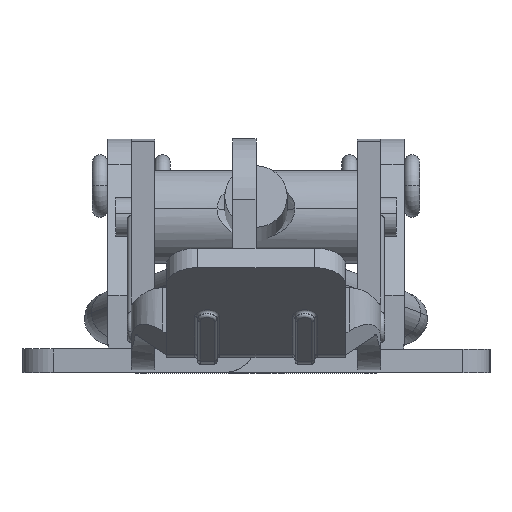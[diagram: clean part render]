
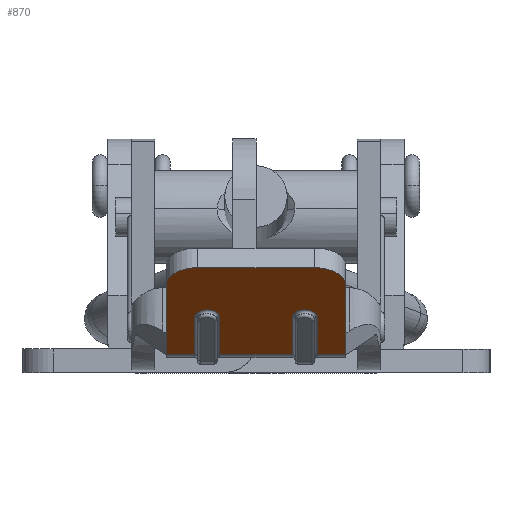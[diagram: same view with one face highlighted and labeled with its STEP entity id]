
A CAD part, top view. The second image highlights one B-rep face of the part: STEP entity #870.
In plain terms, the highlighted face is planar.
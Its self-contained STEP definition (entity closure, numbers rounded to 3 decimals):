
#857 = VERTEX_POINT ( 'NONE', #5083 ) ;
#863 = VERTEX_POINT ( 'NONE', #4824 ) ;
#864 = ORIENTED_EDGE ( 'NONE', *, *, #951, .T. ) ;
#865 = ORIENTED_EDGE ( 'NONE', *, *, #952, .T. ) ;
#867 = ORIENTED_EDGE ( 'NONE', *, *, #944, .T. ) ;
#868 = VERTEX_POINT ( 'NONE', #5075 ) ;
#870 = ADVANCED_FACE ( 'NONE', ( #5078 ), #4819, .T. ) ;
#871 = ORIENTED_EDGE ( 'NONE', *, *, #873, .T. ) ;
#872 = ORIENTED_EDGE ( 'NONE', *, *, #874, .T. ) ;
#873 = EDGE_CURVE ( 'NONE', #886, #877, #5133, .T. ) ;
#874 = EDGE_CURVE ( 'NONE', #857, #886, #5128, .T. ) ;
#875 = EDGE_CURVE ( 'NONE', #877, #878, #5135, .T. ) ;
#876 = ORIENTED_EDGE ( 'NONE', *, *, #950, .F. ) ;
#877 = VERTEX_POINT ( 'NONE', #5124 ) ;
#878 = VERTEX_POINT ( 'NONE', #5129 ) ;
#883 = EDGE_LOOP ( 'NONE', ( #872, #871, #892, #867, #949, #876, #865, #938, #864, #940, #937, #922, #927, #930 ) ) ;
#886 = VERTEX_POINT ( 'NONE', #5117 ) ;
#890 = VERTEX_POINT ( 'NONE', #5159 ) ;
#892 = ORIENTED_EDGE ( 'NONE', *, *, #875, .T. ) ;
#893 = VERTEX_POINT ( 'NONE', #5158 ) ;
#905 = VERTEX_POINT ( 'NONE', #5187 ) ;
#919 = VERTEX_POINT ( 'NONE', #5175 ) ;
#921 = VERTEX_POINT ( 'NONE', #5174 ) ;
#922 = ORIENTED_EDGE ( 'NONE', *, *, #924, .T. ) ;
#923 = EDGE_CURVE ( 'NONE', #925, #921, #5214, .T. ) ;
#924 = EDGE_CURVE ( 'NONE', #919, #925, #5221, .T. ) ;
#925 = VERTEX_POINT ( 'NONE', #5178 ) ;
#927 = ORIENTED_EDGE ( 'NONE', *, *, #923, .T. ) ;
#928 = EDGE_CURVE ( 'NONE', #921, #857, #5208, .T. ) ;
#930 = ORIENTED_EDGE ( 'NONE', *, *, #928, .T. ) ;
#937 = ORIENTED_EDGE ( 'NONE', *, *, #941, .T. ) ;
#938 = ORIENTED_EDGE ( 'NONE', *, *, #945, .F. ) ;
#939 = EDGE_CURVE ( 'NONE', #863, #890, #5245, .T. ) ;
#940 = ORIENTED_EDGE ( 'NONE', *, *, #939, .F. ) ;
#941 = EDGE_CURVE ( 'NONE', #863, #919, #5237, .T. ) ;
#944 = EDGE_CURVE ( 'NONE', #878, #893, #5232, .T. ) ;
#945 = EDGE_CURVE ( 'NONE', #947, #948, #5233, .T. ) ;
#946 = EDGE_CURVE ( 'NONE', #893, #868, #5275, .T. ) ;
#947 = VERTEX_POINT ( 'NONE', #5230 ) ;
#948 = VERTEX_POINT ( 'NONE', #5280 ) ;
#949 = ORIENTED_EDGE ( 'NONE', *, *, #946, .T. ) ;
#950 = EDGE_CURVE ( 'NONE', #905, #868, #5282, .T. ) ;
#951 = EDGE_CURVE ( 'NONE', #947, #890, #5264, .T. ) ;
#952 = EDGE_CURVE ( 'NONE', #905, #948, #5271, .T. ) ;
#4819 = PLANE ( 'NONE',  #5067 ) ;
#4824 = CARTESIAN_POINT ( 'NONE',  ( -96.759, 5.082, -11.5 ) ) ;
#5067 = AXIS2_PLACEMENT_3D ( 'NONE', #5079, #5089, #5088 ) ;
#5075 = CARTESIAN_POINT ( 'NONE',  ( -96.759, 5.082, 11.5 ) ) ;
#5078 = FACE_OUTER_BOUND ( 'NONE', #883, .T. ) ;
#5079 = CARTESIAN_POINT ( 'NONE',  ( -95.898, 4.106, -53.792 ) ) ;
#5083 = CARTESIAN_POINT ( 'NONE',  ( -96.759, 5.082, -4.65 ) ) ;
#5088 = DIRECTION ( 'NONE',  ( 0.661, -0.75, 0. ) ) ;
#5089 = DIRECTION ( 'NONE',  ( -0.75, -0.661, 0. ) ) ;
#5117 = CARTESIAN_POINT ( 'NONE',  ( -96.759, 5.082, 4.65 ) ) ;
#5120 = DIRECTION ( 'NONE',  ( 0.661, -0.75, 0. ) ) ;
#5121 = DIRECTION ( 'NONE',  ( 0.75, 0.661, 0. ) ) ;
#5124 = CARTESIAN_POINT ( 'NONE',  ( -102.719, 11.84, 4.65 ) ) ;
#5125 = DIRECTION ( 'NONE',  ( 0., 0., 1. ) ) ;
#5126 = VECTOR ( 'NONE', #5125, 1000. ) ;
#5127 = CARTESIAN_POINT ( 'NONE',  ( -96.759, 5.082, -53.792 ) ) ;
#5128 = LINE ( 'NONE', #5127, #5126 ) ;
#5129 = CARTESIAN_POINT ( 'NONE',  ( -102.719, 11.84, 7.85 ) ) ;
#5130 = DIRECTION ( 'NONE',  ( -0.661, 0.75, 0. ) ) ;
#5131 = VECTOR ( 'NONE', #5130, 1000. ) ;
#5132 = CARTESIAN_POINT ( 'NONE',  ( -95.898, 4.106, 4.65 ) ) ;
#5133 = LINE ( 'NONE', #5132, #5131 ) ;
#5135 = CIRCLE ( 'NONE', #5137, 1.6 ) ;
#5136 = CARTESIAN_POINT ( 'NONE',  ( -102.719, 11.84, 6.25 ) ) ;
#5137 = AXIS2_PLACEMENT_3D ( 'NONE', #5136, #5121, #5120 ) ;
#5158 = CARTESIAN_POINT ( 'NONE',  ( -96.759, 5.082, 7.85 ) ) ;
#5159 = CARTESIAN_POINT ( 'NONE',  ( -107.726, 17.516, -11.5 ) ) ;
#5174 = CARTESIAN_POINT ( 'NONE',  ( -102.719, 11.84, -4.65 ) ) ;
#5175 = CARTESIAN_POINT ( 'NONE',  ( -96.759, 5.082, -7.85 ) ) ;
#5178 = CARTESIAN_POINT ( 'NONE',  ( -102.719, 11.84, -7.85 ) ) ;
#5187 = CARTESIAN_POINT ( 'NONE',  ( -107.726, 17.516, 11.5 ) ) ;
#5202 = DIRECTION ( 'NONE',  ( -0.661, 0.75, 0. ) ) ;
#5203 = CARTESIAN_POINT ( 'NONE',  ( -95.898, 4.106, -11.5 ) ) ;
#5206 = DIRECTION ( 'NONE',  ( -0.661, 0.75, 0. ) ) ;
#5207 = CARTESIAN_POINT ( 'NONE',  ( -95.898, 4.106, -4.65 ) ) ;
#5208 = LINE ( 'NONE', #5207, #5209 ) ;
#5209 = VECTOR ( 'NONE', #5255, 1000. ) ;
#5210 = DIRECTION ( 'NONE',  ( 0.661, -0.75, 0. ) ) ;
#5211 = DIRECTION ( 'NONE',  ( 0.75, 0.661, 0. ) ) ;
#5212 = CARTESIAN_POINT ( 'NONE',  ( -102.719, 11.84, -6.25 ) ) ;
#5213 = AXIS2_PLACEMENT_3D ( 'NONE', #5212, #5211, #5210 ) ;
#5214 = CIRCLE ( 'NONE', #5213, 1.6 ) ;
#5216 = VECTOR ( 'NONE', #5206, 1000. ) ;
#5217 = CARTESIAN_POINT ( 'NONE',  ( -95.898, 4.106, -7.85 ) ) ;
#5221 = LINE ( 'NONE', #5217, #5216 ) ;
#5230 = CARTESIAN_POINT ( 'NONE',  ( -110.372, 20.516, -7.5 ) ) ;
#5231 = CARTESIAN_POINT ( 'NONE',  ( -95.898, 4.106, 7.85 ) ) ;
#5232 = LINE ( 'NONE', #5231, #5284 ) ;
#5233 = LINE ( 'NONE', #5279, #5278 ) ;
#5234 = DIRECTION ( 'NONE',  ( 0., 0., 1. ) ) ;
#5235 = VECTOR ( 'NONE', #5234, 1000. ) ;
#5236 = CARTESIAN_POINT ( 'NONE',  ( -96.759, 5.082, -53.792 ) ) ;
#5237 = LINE ( 'NONE', #5236, #5235 ) ;
#5239 = VECTOR ( 'NONE', #5202, 1000. ) ;
#5245 = LINE ( 'NONE', #5203, #5239 ) ;
#5255 = DIRECTION ( 'NONE',  ( 0.661, -0.75, 0. ) ) ;
#5257 = DIRECTION ( 'NONE',  ( 0.661, -0.75, 0. ) ) ;
#5258 = DIRECTION ( 'NONE',  ( -0.75, -0.661, 0. ) ) ;
#5259 = CARTESIAN_POINT ( 'NONE',  ( -107.726, 17.516, 7.5 ) ) ;
#5261 = DIRECTION ( 'NONE',  ( 0.661, -0.75, 0. ) ) ;
#5262 = DIRECTION ( 'NONE',  ( -0.75, -0.661, 0. ) ) ;
#5263 = AXIS2_PLACEMENT_3D ( 'NONE', #5276, #5262, #5261 ) ;
#5264 = CIRCLE ( 'NONE', #5263, 4. ) ;
#5266 = DIRECTION ( 'NONE',  ( 0.661, -0.75, 0. ) ) ;
#5267 = VECTOR ( 'NONE', #5266, 1000. ) ;
#5270 = AXIS2_PLACEMENT_3D ( 'NONE', #5259, #5258, #5257 ) ;
#5271 = CIRCLE ( 'NONE', #5270, 4. ) ;
#5272 = DIRECTION ( 'NONE',  ( 0., 0., 1. ) ) ;
#5273 = VECTOR ( 'NONE', #5272, 1000. ) ;
#5274 = CARTESIAN_POINT ( 'NONE',  ( -96.759, 5.082, -53.792 ) ) ;
#5275 = LINE ( 'NONE', #5274, #5273 ) ;
#5276 = CARTESIAN_POINT ( 'NONE',  ( -107.726, 17.516, -7.5 ) ) ;
#5277 = DIRECTION ( 'NONE',  ( 0., 0., 1. ) ) ;
#5278 = VECTOR ( 'NONE', #5277, 1000. ) ;
#5279 = CARTESIAN_POINT ( 'NONE',  ( -110.372, 20.516, -53.792 ) ) ;
#5280 = CARTESIAN_POINT ( 'NONE',  ( -110.372, 20.516, 7.5 ) ) ;
#5281 = CARTESIAN_POINT ( 'NONE',  ( -95.898, 4.106, 11.5 ) ) ;
#5282 = LINE ( 'NONE', #5281, #5267 ) ;
#5283 = DIRECTION ( 'NONE',  ( 0.661, -0.75, 0. ) ) ;
#5284 = VECTOR ( 'NONE', #5283, 1000. ) ;
